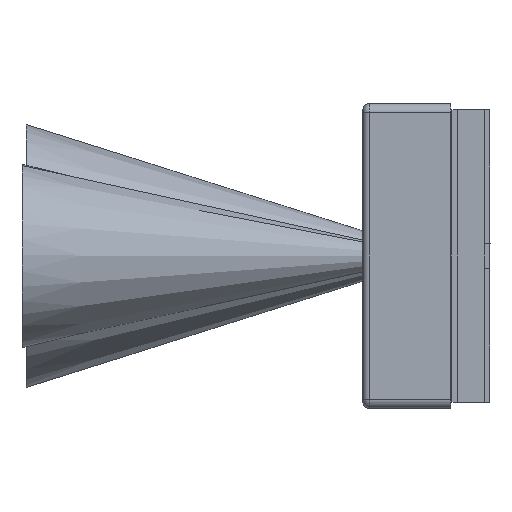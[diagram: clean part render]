
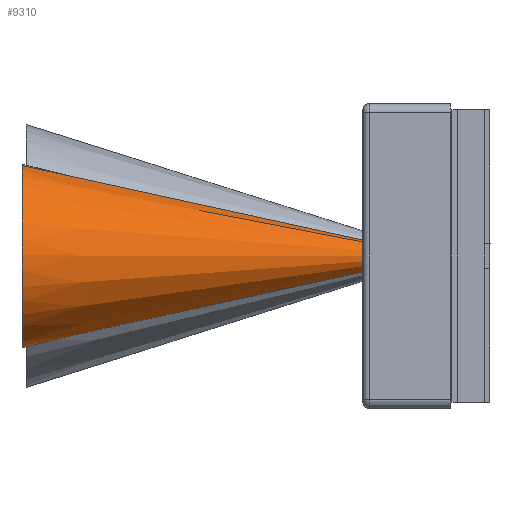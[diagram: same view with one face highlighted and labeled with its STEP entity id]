
A CAD part, left-side view. The second image highlights one B-rep face of the part: STEP entity #9310.
In plain terms, the highlighted conical face has half-angle 12.5 degrees and reference radius 221.695 mm.
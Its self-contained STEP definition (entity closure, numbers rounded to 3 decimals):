
#971 = DIRECTION ( 'NONE',  ( 0., 1., 0. ) ) ;
#1260 = EDGE_LOOP ( 'NONE', ( #9853, #11203, #7508 ) ) ;
#1651 = EDGE_CURVE ( 'NONE', #9779, #8860, #11812, .T. ) ;
#1695 = AXIS2_PLACEMENT_3D ( 'NONE', #14401, #6933, #8159 ) ;
#1867 = FACE_OUTER_BOUND ( 'NONE', #1260, .T. ) ;
#2623 = VECTOR ( 'NONE', #14935, 1000. ) ;
#3750 = CARTESIAN_POINT ( 'NONE',  ( -0.951, 3.639, 0.711 ) ) ;
#4186 = CARTESIAN_POINT ( 'NONE',  ( -0.709, 3.639, -0.711 ) ) ;
#4211 = VECTOR ( 'NONE', #4467, 1000. ) ;
#4467 = DIRECTION ( 'NONE',  ( -0.036, 0.976, 0.213 ) ) ;
#4539 = CIRCLE ( 'NONE', #1695, 0.721 ) ;
#4939 = LINE ( 'NONE', #12359, #2623 ) ;
#6933 = DIRECTION ( 'NONE',  ( 0., 1., 0. ) ) ;
#7508 = ORIENTED_EDGE ( 'NONE', *, *, #8764, .T. ) ;
#7526 = EDGE_CURVE ( 'NONE', #9779, #12101, #4939, .T. ) ;
#8159 = DIRECTION ( 'NONE',  ( -0.168, 0., 0.986 ) ) ;
#8764 = EDGE_CURVE ( 'NONE', #12101, #8860, #4539, .T. ) ;
#8860 = VERTEX_POINT ( 'NONE', #3750 ) ;
#9310 = ADVANCED_FACE ( 'NONE', ( #1867 ), #15283, .F. ) ;
#9372 = CARTESIAN_POINT ( 'NONE',  ( -0.83, 0.387, 0. ) ) ;
#9779 = VERTEX_POINT ( 'NONE', #10394 ) ;
#9853 = ORIENTED_EDGE ( 'NONE', *, *, #1651, .F. ) ;
#10394 = CARTESIAN_POINT ( 'NONE',  ( -0.83, 0.387, 0. ) ) ;
#11203 = ORIENTED_EDGE ( 'NONE', *, *, #7526, .T. ) ;
#11812 = LINE ( 'NONE', #9372, #4211 ) ;
#12101 = VERTEX_POINT ( 'NONE', #4186 ) ;
#12311 = DIRECTION ( 'NONE',  ( -0.168, 0., 0.986 ) ) ;
#12359 = CARTESIAN_POINT ( 'NONE',  ( -0.83, 0.387, 0. ) ) ;
#12963 = CARTESIAN_POINT ( 'NONE',  ( -0.83, 1000.387, 0. ) ) ;
#13451 = AXIS2_PLACEMENT_3D ( 'NONE', #12963, #971, #12311 ) ;
#14401 = CARTESIAN_POINT ( 'NONE',  ( -0.83, 3.639, 0. ) ) ;
#14935 = DIRECTION ( 'NONE',  ( 0.036, 0.976, -0.213 ) ) ;
#15283 = CONICAL_SURFACE ( 'NONE', #13451, 221.695, 0.218 ) ;
